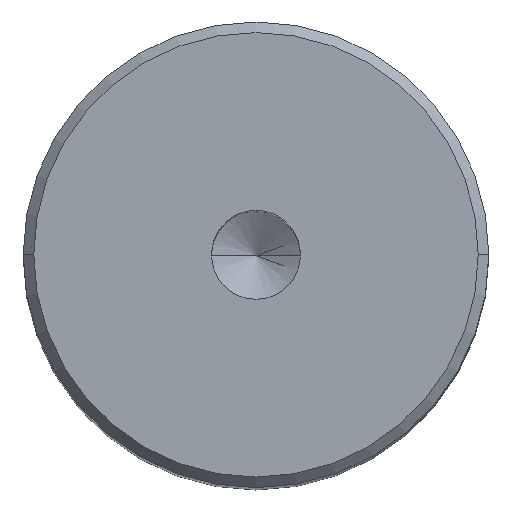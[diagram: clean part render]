
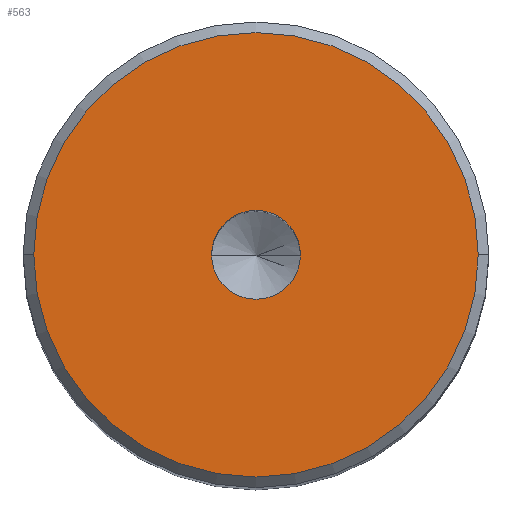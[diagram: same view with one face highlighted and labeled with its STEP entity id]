
A CAD part, top view. The second image highlights one B-rep face of the part: STEP entity #563.
In plain terms, the highlighted planar face has unit normal (0, 0, 1).
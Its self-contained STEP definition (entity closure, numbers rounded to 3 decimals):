
#51 = DIRECTION ( 'NONE',  ( 1., 0., 0. ) ) ;
#71 = AXIS2_PLACEMENT_3D ( 'NONE', #137, #587, #51 ) ;
#85 = DIRECTION ( 'NONE',  ( 1., 0., 0. ) ) ;
#99 = FACE_OUTER_BOUND ( 'NONE', #322, .T. ) ;
#135 = CARTESIAN_POINT ( 'NONE',  ( 0., 0., 0. ) ) ;
#137 = CARTESIAN_POINT ( 'NONE',  ( 0., 0., 0. ) ) ;
#145 = DIRECTION ( 'NONE',  ( 1., 0., 0. ) ) ;
#146 = FACE_BOUND ( 'NONE', #299, .T. ) ;
#165 = EDGE_CURVE ( 'NONE', #255, #545, #167, .T. ) ;
#167 = CIRCLE ( 'NONE', #577, 2.1 ) ;
#173 = VERTEX_POINT ( 'NONE', #495 ) ;
#179 = DIRECTION ( 'NONE',  ( 0., 0., 1. ) ) ;
#180 = EDGE_CURVE ( 'NONE', #244, #173, #475, .T. ) ;
#196 = DIRECTION ( 'NONE',  ( 0., 0., 1. ) ) ;
#235 = CARTESIAN_POINT ( 'NONE',  ( 0., 0., 0. ) ) ;
#244 = VERTEX_POINT ( 'NONE', #533 ) ;
#255 = VERTEX_POINT ( 'NONE', #311 ) ;
#272 = DIRECTION ( 'NONE',  ( 0., 0., 1. ) ) ;
#276 = CIRCLE ( 'NONE', #564, 10.5 ) ;
#278 = AXIS2_PLACEMENT_3D ( 'NONE', #427, #510, #145 ) ;
#281 = DIRECTION ( 'NONE',  ( 1., 0., 0. ) ) ;
#286 = CARTESIAN_POINT ( 'NONE',  ( 0., 0., 0. ) ) ;
#290 = ORIENTED_EDGE ( 'NONE', *, *, #526, .F. ) ;
#299 = EDGE_LOOP ( 'NONE', ( #290, #434 ) ) ;
#311 = CARTESIAN_POINT ( 'NONE',  ( -2.1, 0., 0. ) ) ;
#313 = CARTESIAN_POINT ( 'NONE',  ( 2.1, 0., 0. ) ) ;
#322 = EDGE_LOOP ( 'NONE', ( #339, #500 ) ) ;
#332 = PLANE ( 'NONE',  #278 ) ;
#339 = ORIENTED_EDGE ( 'NONE', *, *, #356, .T. ) ;
#356 = EDGE_CURVE ( 'NONE', #173, #244, #276, .T. ) ;
#384 = AXIS2_PLACEMENT_3D ( 'NONE', #235, #179, #281 ) ;
#400 = CIRCLE ( 'NONE', #71, 2.1 ) ;
#427 = CARTESIAN_POINT ( 'NONE',  ( 0., 0., 0. ) ) ;
#434 = ORIENTED_EDGE ( 'NONE', *, *, #165, .F. ) ;
#472 = DIRECTION ( 'NONE',  ( 1., 0., 0. ) ) ;
#475 = CIRCLE ( 'NONE', #384, 10.5 ) ;
#495 = CARTESIAN_POINT ( 'NONE',  ( -10.5, 0., 0. ) ) ;
#500 = ORIENTED_EDGE ( 'NONE', *, *, #180, .T. ) ;
#510 = DIRECTION ( 'NONE',  ( 0., 0., 1. ) ) ;
#526 = EDGE_CURVE ( 'NONE', #545, #255, #400, .T. ) ;
#533 = CARTESIAN_POINT ( 'NONE',  ( 10.5, 0., 0. ) ) ;
#545 = VERTEX_POINT ( 'NONE', #313 ) ;
#563 = ADVANCED_FACE ( 'NONE', ( #146, #99 ), #332, .T. ) ;
#564 = AXIS2_PLACEMENT_3D ( 'NONE', #135, #272, #85 ) ;
#577 = AXIS2_PLACEMENT_3D ( 'NONE', #286, #196, #472 ) ;
#587 = DIRECTION ( 'NONE',  ( 0., 0., 1. ) ) ;
